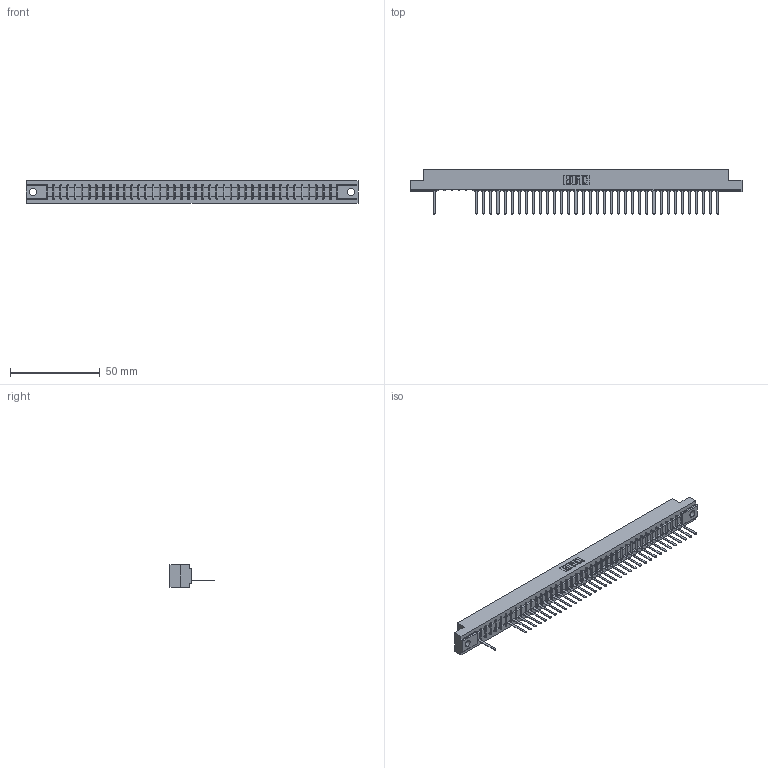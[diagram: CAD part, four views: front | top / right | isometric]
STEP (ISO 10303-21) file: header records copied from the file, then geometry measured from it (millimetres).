
FILE_DESCRIPTION (( 'STEP AP203' ), '1' );
FILE_NAME ('357-041-541-104.STEP', '2018-08-11T07:10:59', ( '' ), ( '' ), 'SwSTEP 2.0', 'SolidWorks 2016', '' );
FILE_SCHEMA (( 'CONFIG_CONTROL_DESIGN' ));
Length unit declared in the file: inch
Products named in the file (3): 307-290-002_541; 357-041-541-104; 307 Part_.156 Dia Mounting Holes
Assembly tree (37 placements, depth 2):
  357-041-541-104
    307 Part_.156 Dia Mounting Holes
    307-290-002_541  x36
Bounding box: 185.47 x 24.59 x 12.7 mm (x, y, z)
Volume: 19691.2 mm3; surface area: 24299.8 mm2
Topology: 37 solids, 37 shells, 2938 faces, 9031 edges, 5906 vertices
Faces by surface type: plane 1764, cylinder 1090, sphere 84
Entity records: 36248 total; most frequent: CARTESIAN_POINT 6141, ORIENTED_EDGE 6134, DIRECTION 5953, EDGE_CURVE 3067, VECTOR 2357, LINE 2357, VERTEX_POINT 1986, AXIS2_PLACEMENT_3D 1798
